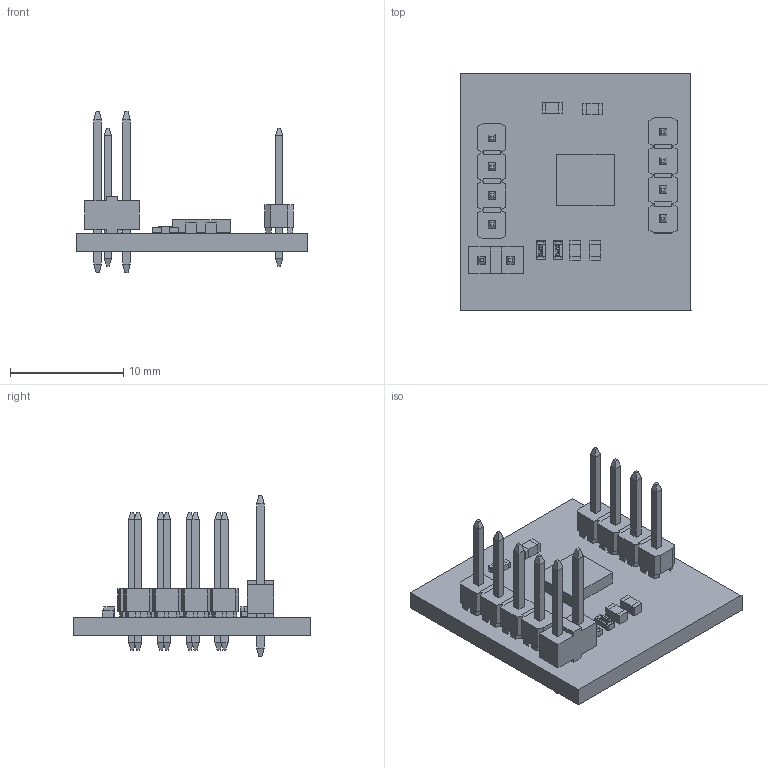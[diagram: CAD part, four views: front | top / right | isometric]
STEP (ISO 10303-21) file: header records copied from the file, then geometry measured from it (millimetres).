
FILE_DESCRIPTION(('Open CASCADE Model'),'2;1');
FILE_NAME('Open CASCADE Shape Model','2020-06-05T17:56:07',('Author'),( 'Open CASCADE'),'Open CASCADE STEP processor 6.5','Open CASCADE 6.5' ,'Unknown');
FILE_SCHEMA(('AUTOMOTIVE_DESIGN { 1 0 10303 214 1 1 1 1 }'));
Length unit declared in the file: millimetre
Products named in the file (32): PCB; Board; U1; 1615380032; Extruded; C1; 1615380672; 1615380544; C2; C3; 1615380800; 1615380416; J1; A-Pin; B-Pin; J2; R1; User_Library-RES_1609-0603; R2; R3; 1615380288; 1615380160; J3; 022032021; SOLID; COMPOUND
Assembly tree (44 placements, depth 4):
  PCB
    Board
    U1
      1615380032
        Extruded
    C1
      1615380672  x2
        Extruded
      1615380544
        Extruded
    C2
      1615380672  x2
        Extruded
      1615380544
        Extruded
    C3
      1615380800  x2
        Extruded
      1615380416
        Extruded
    J1
      A-Pin  x2
      B-Pin  x2
    J2
      A-Pin  x2
      B-Pin  x2
    R1
      User_Library-RES_1609-0603
    R2
      User_Library-RES_1609-0603
    R3
      1615380288
        Extruded
      1615380160  x2
        Extruded
    J3
      022032021
        SOLID
        COMPOUND
Bounding box: 20.45 x 20.95 x 14.22 mm (x, y, z)
Volume: 903.6 mm3; surface area: 1861.8 mm2
Topology: 39 solids, 39 shells, 741 faces, 1763 edges, 1154 vertices
Faces by surface type: plane 649, bspline 82, cylinder 10
Full cylindrical faces by diameter (mm): 1 x10
Entity records: 23026 total; most frequent: CARTESIAN_POINT 7425, DIRECTION 2572, LINE 1886, VECTOR 1886, ORIENTED_EDGE 1448, PCURVE 1448, DEFINITIONAL_REPRESENTATION 1448, EDGE_CURVE 724
